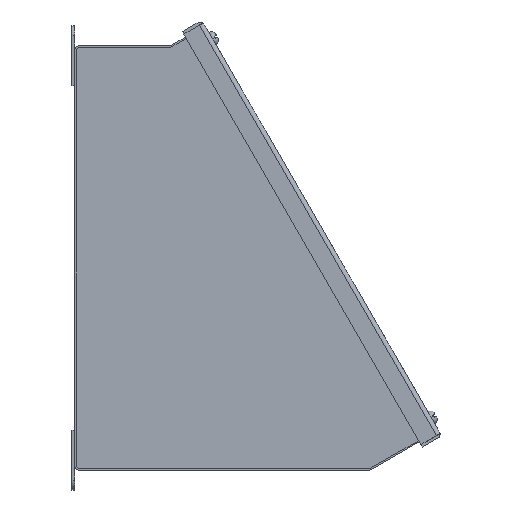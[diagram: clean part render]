
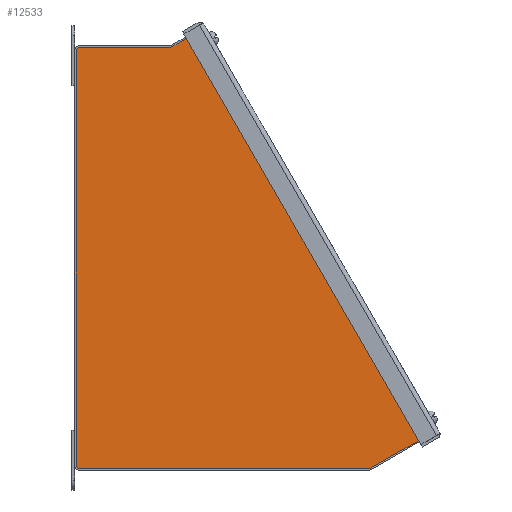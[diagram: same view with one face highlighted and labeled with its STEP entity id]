
A CAD part, left-side view. The second image highlights one B-rep face of the part: STEP entity #12533.
In plain terms, the highlighted planar face has unit normal (-1, 0, 0).
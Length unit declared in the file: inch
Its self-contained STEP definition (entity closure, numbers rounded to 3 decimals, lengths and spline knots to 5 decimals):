
#51 = CARTESIAN_POINT ( 'NONE',  ( -4.25, 0.64299, 5.55181 ) ) ;
#457 = DIRECTION ( 'NONE',  ( 0., 0., -1. ) ) ;
#1071 = LINE ( 'NONE', #28621, #27850 ) ;
#1088 = CARTESIAN_POINT ( 'NONE',  ( -4.25, 3.57128, -5.2974 ) ) ;
#1108 = VECTOR ( 'NONE', #27080, 39.37008 ) ;
#1214 = EDGE_CURVE ( 'NONE', #1718, #6574, #7482, .T. ) ;
#1605 = CARTESIAN_POINT ( 'NONE',  ( -4.25, -5.08801, -4.37458 ) ) ;
#1718 = VERTEX_POINT ( 'NONE', #23272 ) ;
#1763 = EDGE_CURVE ( 'NONE', #6574, #29498, #5689, .T. ) ;
#1938 = AXIS2_PLACEMENT_3D ( 'NONE', #1605, #13891, #32126 ) ;
#2661 = CARTESIAN_POINT ( 'NONE',  ( -4.25, 0.29085, 5.01389 ) ) ;
#3623 = EDGE_CURVE ( 'NONE', #15999, #15763, #12426, .T. ) ;
#3910 = VECTOR ( 'NONE', #10691, 39.37008 ) ;
#3970 = DIRECTION ( 'NONE',  ( 0., 0., -1. ) ) ;
#4157 = EDGE_CURVE ( 'NONE', #10721, #7028, #30458, .T. ) ;
#4178 = CARTESIAN_POINT ( 'NONE',  ( -4.25, -4.86058, -3.76466 ) ) ;
#4270 = CARTESIAN_POINT ( 'NONE',  ( -4.25, 0.29081, 5.01382 ) ) ;
#4273 = ORIENTED_EDGE ( 'NONE', *, *, #23257, .T. ) ;
#4356 = EDGE_CURVE ( 'NONE', #32565, #12893, #6892, .T. ) ;
#4369 = ORIENTED_EDGE ( 'NONE', *, *, #16641, .T. ) ;
#4539 = CARTESIAN_POINT ( 'NONE',  ( -4.25, 0.69699, 5.64534 ) ) ;
#5305 = ORIENTED_EDGE ( 'NONE', *, *, #3623, .T. ) ;
#5493 = VECTOR ( 'NONE', #18505, 39.37008 ) ;
#5518 = FACE_OUTER_BOUND ( 'NONE', #16037, .T. ) ;
#5561 = CIRCLE ( 'NONE', #15081, 0.108 ) ;
#5689 = LINE ( 'NONE', #15808, #30114 ) ;
#6574 = VERTEX_POINT ( 'NONE', #8563 ) ;
#6892 = LINE ( 'NONE', #9380, #17771 ) ;
#6935 = EDGE_CURVE ( 'NONE', #12893, #1718, #28599, .T. ) ;
#7028 = VERTEX_POINT ( 'NONE', #11504 ) ;
#7182 = ORIENTED_EDGE ( 'NONE', *, *, #29782, .T. ) ;
#7320 = ORIENTED_EDGE ( 'NONE', *, *, #4157, .T. ) ;
#7482 = LINE ( 'NONE', #22422, #30282 ) ;
#7664 = AXIS2_PLACEMENT_3D ( 'NONE', #24385, #25196, #19892 ) ;
#7735 = CARTESIAN_POINT ( 'NONE',  ( -4.25, 0.60346, -5.2974 ) ) ;
#7966 = ORIENTED_EDGE ( 'NONE', *, *, #29116, .T. ) ;
#8563 = CARTESIAN_POINT ( 'NONE',  ( -4.25, -4.79819, -3.80059 ) ) ;
#8781 = CARTESIAN_POINT ( 'NONE',  ( -4.25, -5.18154, -4.32058 ) ) ;
#9184 = ORIENTED_EDGE ( 'NONE', *, *, #32588, .T. ) ;
#9259 = VECTOR ( 'NONE', #10941, 39.37008 ) ;
#9380 = CARTESIAN_POINT ( 'NONE',  ( -4.25, -5.18154, -4.32058 ) ) ;
#9644 = VERTEX_POINT ( 'NONE', #4539 ) ;
#10238 = EDGE_CURVE ( 'NONE', #19137, #7028, #21901, .T. ) ;
#10291 = LINE ( 'NONE', #15428, #24600 ) ;
#10492 = ORIENTED_EDGE ( 'NONE', *, *, #31436, .T. ) ;
#10691 = DIRECTION ( 'NONE',  ( 0., 0.866, -0.5 ) ) ;
#10721 = VERTEX_POINT ( 'NONE', #1088 ) ;
#10941 = DIRECTION ( 'NONE',  ( 0., 1., 0. ) ) ;
#10993 = ORIENTED_EDGE ( 'NONE', *, *, #6935, .T. ) ;
#11406 = VECTOR ( 'NONE', #27894, 39.37008 ) ;
#11471 = CIRCLE ( 'NONE', #1938, 0.108 ) ;
#11504 = CARTESIAN_POINT ( 'NONE',  ( -4.25, -3.6767, -5.2974 ) ) ;
#11893 = ORIENTED_EDGE ( 'NONE', *, *, #1763, .T. ) ;
#12411 = VERTEX_POINT ( 'NONE', #24469 ) ;
#12426 = LINE ( 'NONE', #15563, #31009 ) ;
#12496 = PLANE ( 'NONE',  #13751 ) ;
#12533 = ADVANCED_FACE ( 'NONE', ( #5518 ), #12496, .T. ) ;
#12536 = ORIENTED_EDGE ( 'NONE', *, *, #23596, .T. ) ;
#12766 = CARTESIAN_POINT ( 'NONE',  ( -4.25, -3.6767, -5.1894 ) ) ;
#12818 = VERTEX_POINT ( 'NONE', #24261 ) ;
#12893 = VERTEX_POINT ( 'NONE', #4178 ) ;
#13117 = LINE ( 'NONE', #2661, #11406 ) ;
#13147 = DIRECTION ( 'NONE',  ( 0., -1., 0. ) ) ;
#13249 = DIRECTION ( 'NONE',  ( 1., 0., 0. ) ) ;
#13529 = CARTESIAN_POINT ( 'NONE',  ( -4.25, -4.79823, -3.80066 ) ) ;
#13751 = AXIS2_PLACEMENT_3D ( 'NONE', #25438, #22623, #13147 ) ;
#13831 = CARTESIAN_POINT ( 'NONE',  ( -4.25, -4.86058, -3.76466 ) ) ;
#13838 = AXIS2_PLACEMENT_3D ( 'NONE', #51, #30739, #30577 ) ;
#13891 = DIRECTION ( 'NONE',  ( -1., 0., 0. ) ) ;
#14313 = CARTESIAN_POINT ( 'NONE',  ( -4.25, 0.29085, 5.01389 ) ) ;
#15081 = AXIS2_PLACEMENT_3D ( 'NONE', #19229, #31662, #3970 ) ;
#15428 = CARTESIAN_POINT ( 'NONE',  ( -4.25, 0.2285, 5.04989 ) ) ;
#15563 = CARTESIAN_POINT ( 'NONE',  ( -4.25, 3.67928, 5.69934 ) ) ;
#15763 = VERTEX_POINT ( 'NONE', #28946 ) ;
#15808 = CARTESIAN_POINT ( 'NONE',  ( -4.25, -4.79819, -3.80059 ) ) ;
#15999 = VERTEX_POINT ( 'NONE', #23436 ) ;
#16037 = EDGE_LOOP ( 'NONE', ( #31950, #11893, #7182, #12536, #10492, #25758, #4273, #30211, #9184, #5305, #16622, #7320, #29814, #7966, #4369, #28158, #10993 ) ) ;
#16600 = AXIS2_PLACEMENT_3D ( 'NONE', #12766, #13249, #22889 ) ;
#16622 = ORIENTED_EDGE ( 'NONE', *, *, #32629, .T. ) ;
#16641 = EDGE_CURVE ( 'NONE', #12411, #32565, #11471, .T. ) ;
#17771 = VECTOR ( 'NONE', #19500, 39.37008 ) ;
#17856 = DIRECTION ( 'NONE',  ( 0., -1., 0. ) ) ;
#18505 = DIRECTION ( 'NONE',  ( 0., 0.5, 0.866 ) ) ;
#18929 = VERTEX_POINT ( 'NONE', #29975 ) ;
#19137 = VERTEX_POINT ( 'NONE', #23315 ) ;
#19229 = CARTESIAN_POINT ( 'NONE',  ( -4.25, 3.57128, 5.1894 ) ) ;
#19500 = DIRECTION ( 'NONE',  ( 0., 0.5, 0.866 ) ) ;
#19610 = LINE ( 'NONE', #21941, #1108 ) ;
#19892 = DIRECTION ( 'NONE',  ( 0., 0., -1. ) ) ;
#20231 = CARTESIAN_POINT ( 'NONE',  ( -4.25, 3.57128, 5.2974 ) ) ;
#20414 = DIRECTION ( 'NONE',  ( 0., 0.5, 0.866 ) ) ;
#21295 = EDGE_CURVE ( 'NONE', #18929, #25347, #28848, .T. ) ;
#21901 = CIRCLE ( 'NONE', #16600, 0.108 ) ;
#21941 = CARTESIAN_POINT ( 'NONE',  ( -4.25, -3.7307, -5.28293 ) ) ;
#21988 = CIRCLE ( 'NONE', #7664, 0.108 ) ;
#22140 = VERTEX_POINT ( 'NONE', #24098 ) ;
#22422 = CARTESIAN_POINT ( 'NONE',  ( -4.25, -4.79823, -3.80066 ) ) ;
#22623 = DIRECTION ( 'NONE',  ( -1., 0., 0. ) ) ;
#22838 = CIRCLE ( 'NONE', #13838, 0.108 ) ;
#22889 = DIRECTION ( 'NONE',  ( 0., 0., -1. ) ) ;
#23257 = EDGE_CURVE ( 'NONE', #9644, #18929, #1071, .T. ) ;
#23272 = CARTESIAN_POINT ( 'NONE',  ( -4.25, -4.79823, -3.80066 ) ) ;
#23315 = CARTESIAN_POINT ( 'NONE',  ( -4.25, -3.7307, -5.28293 ) ) ;
#23436 = CARTESIAN_POINT ( 'NONE',  ( -4.25, 3.67928, 5.1894 ) ) ;
#23596 = EDGE_CURVE ( 'NONE', #30289, #22140, #13117, .T. ) ;
#24098 = CARTESIAN_POINT ( 'NONE',  ( -4.25, 0.2285, 5.04989 ) ) ;
#24261 = CARTESIAN_POINT ( 'NONE',  ( -4.25, 0.54946, 5.60581 ) ) ;
#24385 = CARTESIAN_POINT ( 'NONE',  ( -4.25, 3.57128, -5.1894 ) ) ;
#24469 = CARTESIAN_POINT ( 'NONE',  ( -4.25, -5.14201, -4.46811 ) ) ;
#24600 = VECTOR ( 'NONE', #20414, 39.37008 ) ;
#25196 = DIRECTION ( 'NONE',  ( -1., 0., 0. ) ) ;
#25347 = VERTEX_POINT ( 'NONE', #20231 ) ;
#25438 = CARTESIAN_POINT ( 'NONE',  ( -4.25, 0.60346, 5.69934 ) ) ;
#25711 = VECTOR ( 'NONE', #17856, 39.37008 ) ;
#25758 = ORIENTED_EDGE ( 'NONE', *, *, #28940, .T. ) ;
#25824 = DIRECTION ( 'NONE',  ( 0., 0.866, -0.5 ) ) ;
#25929 = DIRECTION ( 'NONE',  ( 0., 0.5, 0.866 ) ) ;
#27080 = DIRECTION ( 'NONE',  ( 0., -0.866, 0.5 ) ) ;
#27850 = VECTOR ( 'NONE', #25824, 39.37008 ) ;
#27894 = DIRECTION ( 'NONE',  ( 0., -0.866, 0.5 ) ) ;
#28042 = DIRECTION ( 'NONE',  ( 0., 0.5, 0.866 ) ) ;
#28158 = ORIENTED_EDGE ( 'NONE', *, *, #4356, .T. ) ;
#28599 = LINE ( 'NONE', #13831, #3910 ) ;
#28621 = CARTESIAN_POINT ( 'NONE',  ( -4.25, 0.69699, 5.64534 ) ) ;
#28848 = LINE ( 'NONE', #31007, #9259 ) ;
#28940 = EDGE_CURVE ( 'NONE', #12818, #9644, #22838, .T. ) ;
#28946 = CARTESIAN_POINT ( 'NONE',  ( -4.25, 3.67928, -5.1894 ) ) ;
#29116 = EDGE_CURVE ( 'NONE', #19137, #12411, #19610, .T. ) ;
#29278 = LINE ( 'NONE', #13529, #5493 ) ;
#29498 = VERTEX_POINT ( 'NONE', #4270 ) ;
#29782 = EDGE_CURVE ( 'NONE', #29498, #30289, #29278, .T. ) ;
#29814 = ORIENTED_EDGE ( 'NONE', *, *, #10238, .F. ) ;
#29975 = CARTESIAN_POINT ( 'NONE',  ( -4.25, 1.29963, 5.2974 ) ) ;
#30114 = VECTOR ( 'NONE', #25929, 39.37008 ) ;
#30211 = ORIENTED_EDGE ( 'NONE', *, *, #21295, .T. ) ;
#30282 = VECTOR ( 'NONE', #28042, 39.37008 ) ;
#30289 = VERTEX_POINT ( 'NONE', #14313 ) ;
#30458 = LINE ( 'NONE', #7735, #25711 ) ;
#30577 = DIRECTION ( 'NONE',  ( 0., 0., -1. ) ) ;
#30739 = DIRECTION ( 'NONE',  ( -1., 0., 0. ) ) ;
#31007 = CARTESIAN_POINT ( 'NONE',  ( -4.25, 0.60346, 5.2974 ) ) ;
#31009 = VECTOR ( 'NONE', #457, 39.37008 ) ;
#31436 = EDGE_CURVE ( 'NONE', #22140, #12818, #10291, .T. ) ;
#31662 = DIRECTION ( 'NONE',  ( -1., 0., 0. ) ) ;
#31950 = ORIENTED_EDGE ( 'NONE', *, *, #1214, .T. ) ;
#32126 = DIRECTION ( 'NONE',  ( 0., 0., -1. ) ) ;
#32565 = VERTEX_POINT ( 'NONE', #8781 ) ;
#32588 = EDGE_CURVE ( 'NONE', #25347, #15999, #5561, .T. ) ;
#32629 = EDGE_CURVE ( 'NONE', #15763, #10721, #21988, .T. ) ;
